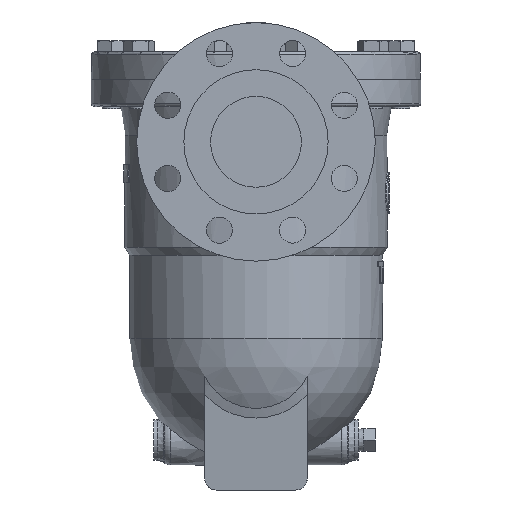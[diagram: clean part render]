
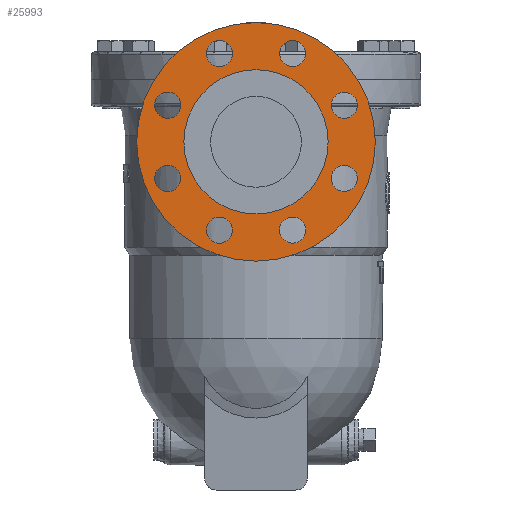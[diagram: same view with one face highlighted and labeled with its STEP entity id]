
A CAD part, left-side view. The second image highlights one B-rep face of the part: STEP entity #25993.
In plain terms, the highlighted planar face has unit normal (-1, 0, 0).
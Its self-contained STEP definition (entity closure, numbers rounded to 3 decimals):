
#24986=CARTESIAN_POINT('',(-200.4,-85.876,-14.665));
#24987=VERTEX_POINT('',#24986);
#24988=CARTESIAN_POINT('',(-200.4,-77.744,-22.797));
#24989=DIRECTION('',(1.,0.,0.));
#24990=DIRECTION('',(0.,-0.707,0.707));
#24991=AXIS2_PLACEMENT_3D('',#24988,#24989,#24990);
#24992=CIRCLE('',#24991,11.5);
#24993=EDGE_CURVE('',#24987,#24987,#24992,.T.);
#25035=CARTESIAN_POINT('',(-200.4,-89.244,-87.203));
#25036=VERTEX_POINT('',#25035);
#25037=CARTESIAN_POINT('',(-200.4,-77.744,-87.203));
#25038=DIRECTION('',(1.0,0.0,0.0));
#25039=DIRECTION('',(0.0,-1.0,0.0));
#25040=AXIS2_PLACEMENT_3D('',#25037,#25038,#25039);
#25041=CIRCLE('',#25040,11.5);
#25042=EDGE_CURVE('',#25036,#25036,#25041,.T.);
#25084=CARTESIAN_POINT('',(-200.4,-40.335,-140.876));
#25085=VERTEX_POINT('',#25084);
#25086=CARTESIAN_POINT('',(-200.4,-32.203,-132.744));
#25087=DIRECTION('',(1.0,0.,0.));
#25088=DIRECTION('',(0.,-0.707,-0.707));
#25089=AXIS2_PLACEMENT_3D('',#25086,#25087,#25088);
#25090=CIRCLE('',#25089,11.5);
#25091=EDGE_CURVE('',#25085,#25085,#25090,.T.);
#25133=CARTESIAN_POINT('',(-200.4,32.203,-144.244));
#25134=VERTEX_POINT('',#25133);
#25135=CARTESIAN_POINT('',(-200.4,32.203,-132.744));
#25136=DIRECTION('',(1.0,0.0,0.0));
#25137=DIRECTION('',(0.0,0.0,-1.0));
#25138=AXIS2_PLACEMENT_3D('',#25135,#25136,#25137);
#25139=CIRCLE('',#25138,11.5);
#25140=EDGE_CURVE('',#25134,#25134,#25139,.T.);
#25182=CARTESIAN_POINT('',(-200.4,85.876,-95.335));
#25183=VERTEX_POINT('',#25182);
#25184=CARTESIAN_POINT('',(-200.4,77.744,-87.203));
#25185=DIRECTION('',(1.0,0.,0.));
#25186=DIRECTION('',(0.,0.707,-0.707));
#25187=AXIS2_PLACEMENT_3D('',#25184,#25185,#25186);
#25188=CIRCLE('',#25187,11.5);
#25189=EDGE_CURVE('',#25183,#25183,#25188,.T.);
#25231=CARTESIAN_POINT('',(-200.4,89.244,-22.797));
#25232=VERTEX_POINT('',#25231);
#25233=CARTESIAN_POINT('',(-200.4,77.744,-22.797));
#25234=DIRECTION('',(1.0,0.0,0.0));
#25235=DIRECTION('',(0.0,1.0,0.0));
#25236=AXIS2_PLACEMENT_3D('',#25233,#25234,#25235);
#25237=CIRCLE('',#25236,11.5);
#25238=EDGE_CURVE('',#25232,#25232,#25237,.T.);
#25280=CARTESIAN_POINT('',(-200.4,40.335,30.876));
#25281=VERTEX_POINT('',#25280);
#25282=CARTESIAN_POINT('',(-200.4,32.203,22.744));
#25283=DIRECTION('',(1.0,0.,0.));
#25284=DIRECTION('',(0.,0.707,0.707));
#25285=AXIS2_PLACEMENT_3D('',#25282,#25283,#25284);
#25286=CIRCLE('',#25285,11.5);
#25287=EDGE_CURVE('',#25281,#25281,#25286,.T.);
#25329=CARTESIAN_POINT('',(-200.4,-32.203,34.244));
#25330=VERTEX_POINT('',#25329);
#25331=CARTESIAN_POINT('',(-200.4,-32.203,22.744));
#25332=DIRECTION('',(1.0,0.0,0.0));
#25333=DIRECTION('',(0.0,0.0,1.0));
#25334=AXIS2_PLACEMENT_3D('',#25331,#25332,#25333);
#25335=CIRCLE('',#25334,11.5);
#25336=EDGE_CURVE('',#25330,#25330,#25335,.T.);
#25942=CARTESIAN_POINT('',(-200.4,0.0,29.25));
#25943=DIRECTION('',(-1.0,0.0,0.0));
#25944=DIRECTION('',(0.0,0.0,1.0));
#25945=AXIS2_PLACEMENT_3D('',#25942,#25943,#25944);
#25946=PLANE('',#25945);
#25947=CARTESIAN_POINT('',(-200.4,0.0,50.));
#25948=VERTEX_POINT('',#25947);
#25949=CARTESIAN_POINT('',(-200.4,0.0,-55.));
#25950=DIRECTION('',(-1.0,0.0,0.0));
#25951=DIRECTION('',(0.0,0.0,1.0));
#25952=AXIS2_PLACEMENT_3D('',#25949,#25950,#25951);
#25953=CIRCLE('',#25952,105.0);
#25954=EDGE_CURVE('',#25948,#25948,#25953,.T.);
#25955=ORIENTED_EDGE('',*,*,#25954,.T.);
#25956=EDGE_LOOP('',(#25955));
#25957=FACE_OUTER_BOUND('',#25956,.T.);
#25958=ORIENTED_EDGE('',*,*,#24993,.T.);
#25959=EDGE_LOOP('',(#25958));
#25960=FACE_BOUND('',#25959,.T.);
#25961=ORIENTED_EDGE('',*,*,#25042,.T.);
#25962=EDGE_LOOP('',(#25961));
#25963=FACE_BOUND('',#25962,.T.);
#25964=ORIENTED_EDGE('',*,*,#25091,.T.);
#25965=EDGE_LOOP('',(#25964));
#25966=FACE_BOUND('',#25965,.T.);
#25967=ORIENTED_EDGE('',*,*,#25140,.T.);
#25968=EDGE_LOOP('',(#25967));
#25969=FACE_BOUND('',#25968,.T.);
#25970=ORIENTED_EDGE('',*,*,#25189,.T.);
#25971=EDGE_LOOP('',(#25970));
#25972=FACE_BOUND('',#25971,.T.);
#25973=ORIENTED_EDGE('',*,*,#25238,.T.);
#25974=EDGE_LOOP('',(#25973));
#25975=FACE_BOUND('',#25974,.T.);
#25976=ORIENTED_EDGE('',*,*,#25287,.T.);
#25977=EDGE_LOOP('',(#25976));
#25978=FACE_BOUND('',#25977,.T.);
#25979=ORIENTED_EDGE('',*,*,#25336,.T.);
#25980=EDGE_LOOP('',(#25979));
#25981=FACE_BOUND('',#25980,.T.);
#25982=CARTESIAN_POINT('',(-200.4,0.0,8.5));
#25983=VERTEX_POINT('',#25982);
#25984=CARTESIAN_POINT('',(-200.4,0.0,-55.));
#25985=DIRECTION('',(-1.0,0.0,0.0));
#25986=DIRECTION('',(0.0,0.0,1.0));
#25987=AXIS2_PLACEMENT_3D('',#25984,#25985,#25986);
#25988=CIRCLE('',#25987,63.5);
#25989=EDGE_CURVE('',#25983,#25983,#25988,.T.);
#25990=ORIENTED_EDGE('',*,*,#25989,.F.);
#25991=EDGE_LOOP('',(#25990));
#25992=FACE_BOUND('',#25991,.T.);
#25993=ADVANCED_FACE('',(#25957,#25960,#25963,#25966,#25969,#25972,#25975,#25978,#25981,#25992),#25946,.T.);
